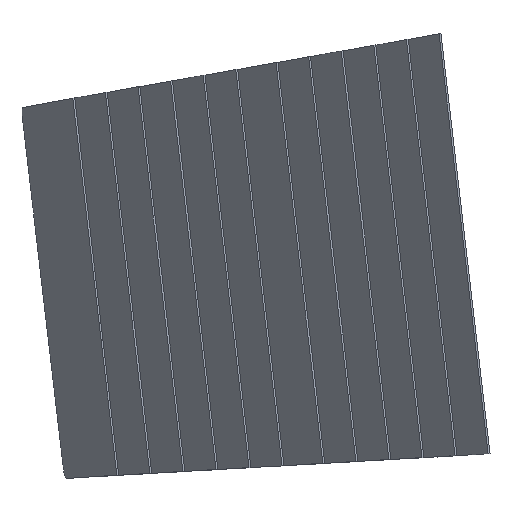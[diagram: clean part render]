
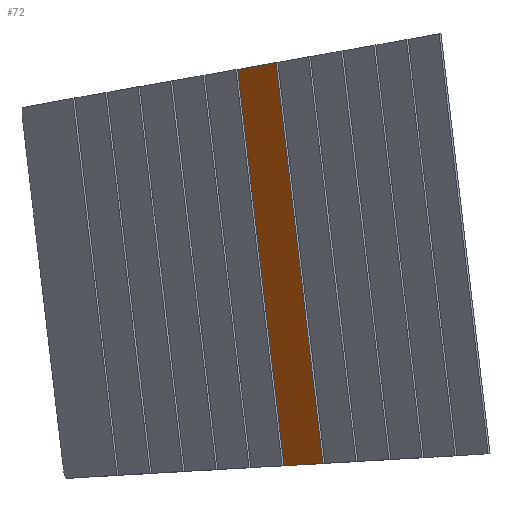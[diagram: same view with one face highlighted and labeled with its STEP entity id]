
A CAD part, top view. The second image highlights one B-rep face of the part: STEP entity #72.
In plain terms, the highlighted planar face has unit normal (-0.967, -0.113, 0.23).
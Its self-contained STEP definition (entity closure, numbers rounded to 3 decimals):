
#72 = ADVANCED_FACE('',(#73),#87,.T.);
#73 = FACE_BOUND('',#74,.T.);
#74 = EDGE_LOOP('',(#75,#108,#134,#160,#195,#221));
#75 = ORIENTED_EDGE('',*,*,#76,.T.);
#76 = EDGE_CURVE('',#77,#79,#81,.T.);
#77 = VERTEX_POINT('',#78);
#78 = CARTESIAN_POINT('',(9102.388,558.395,
    5184.817));
#79 = VERTEX_POINT('',#80);
#80 = CARTESIAN_POINT('',(9228.022,565.712,
    5715.455));
#81 = SURFACE_CURVE('',#82,(#86,#97),.PCURVE_S1.);
#82 = LINE('',#83,#84);
#83 = CARTESIAN_POINT('',(8275.509,510.234,
    1692.358));
#84 = VECTOR('',#85,1.);
#85 = DIRECTION('',(0.23,0.013,0.973));
#86 = PCURVE('',#87,#92);
#87 = PLANE('',#88);
#88 = AXIS2_PLACEMENT_3D('',#89,#90,#91);
#89 = CARTESIAN_POINT('',(9039.416,1052.115,
    5162.735));
#90 = DIRECTION('',(-0.967,-0.113,0.23));
#91 = DIRECTION('',(-0.232,0.,-0.973)
  );
#92 = DEFINITIONAL_REPRESENTATION('',(#93),#96);
#93 = B_SPLINE_CURVE_WITH_KNOTS('',1,(#94,#95),.UNSPECIFIED.,.F.,.F.,(2,
    2),(3398.38,4379.892),.PIECEWISE_BEZIER_KNOTS.);
#94 = CARTESIAN_POINT('',(154.855,499.48));
#95 = CARTESIAN_POINT('',(-826.568,486.226));
#96 = ( GEOMETRIC_REPRESENTATION_CONTEXT(2) 
PARAMETRIC_REPRESENTATION_CONTEXT() REPRESENTATION_CONTEXT('2D SPACE',''
  ) );
#97 = PCURVE('',#98,#103);
#98 = PLANE('',#99);
#99 = AXIS2_PLACEMENT_3D('',#100,#101,#102);
#100 = CARTESIAN_POINT('',(-1.639,28.146,0.));
#101 = DIRECTION('',(0.058,-0.998,0.));
#102 = DIRECTION('',(0.,0.,-1.));
#103 = DEFINITIONAL_REPRESENTATION('',(#104),#107);
#104 = B_SPLINE_CURVE_WITH_KNOTS('',1,(#105,#106),.UNSPECIFIED.,.F.,.F.,
  (2,2),(3398.38,4379.892),
  .PIECEWISE_BEZIER_KNOTS.);
#105 = CARTESIAN_POINT('',(-4999.017,9075.391));
#106 = CARTESIAN_POINT('',(-5954.039,9301.886));
#107 = ( GEOMETRIC_REPRESENTATION_CONTEXT(2) 
PARAMETRIC_REPRESENTATION_CONTEXT() REPRESENTATION_CONTEXT('2D SPACE',''
  ) );
#108 = ORIENTED_EDGE('',*,*,#109,.T.);
#109 = EDGE_CURVE('',#79,#110,#112,.T.);
#110 = VERTEX_POINT('',#111);
#111 = CARTESIAN_POINT('',(9110.766,1568.903,
    5715.455));
#112 = SURFACE_CURVE('',#113,(#117,#123),.PCURVE_S1.);
#113 = LINE('',#114,#115);
#114 = CARTESIAN_POINT('',(9168.882,1071.688,
    5715.455));
#115 = VECTOR('',#116,1.);
#116 = DIRECTION('',(-0.116,0.993,0.));
#117 = PCURVE('',#87,#118);
#118 = DEFINITIONAL_REPRESENTATION('',(#119),#122);
#119 = B_SPLINE_CURVE_WITH_KNOTS('',1,(#120,#121),.UNSPECIFIED.,.F.,.F.,
  (2,2),(-663.797,716.163),.PIECEWISE_BEZIER_KNOTS.);
#120 = CARTESIAN_POINT('',(-585.544,643.858));
#121 = CARTESIAN_POINT('',(-548.397,-735.602));
#122 = ( GEOMETRIC_REPRESENTATION_CONTEXT(2) 
PARAMETRIC_REPRESENTATION_CONTEXT() REPRESENTATION_CONTEXT('2D SPACE',''
  ) );
#123 = PCURVE('',#124,#129);
#124 = PLANE('',#125);
#125 = AXIS2_PLACEMENT_3D('',#126,#127,#128);
#126 = CARTESIAN_POINT('',(-5618.76,-652.299,
    9240.305));
#127 = DIRECTION('',(0.229,0.027,0.973));
#128 = DIRECTION('',(0.973,0.,-0.229)
  );
#129 = DEFINITIONAL_REPRESENTATION('',(#130),#133);
#130 = B_SPLINE_CURVE_WITH_KNOTS('',1,(#131,#132),.UNSPECIFIED.,.F.,.F.,
  (2,2),(-663.797,716.163),.PIECEWISE_BEZIER_KNOTS.);
#131 = CARTESIAN_POINT('',(15276.884,1065.059));
#132 = CARTESIAN_POINT('',(15120.934,2436.179));
#133 = ( GEOMETRIC_REPRESENTATION_CONTEXT(2) 
PARAMETRIC_REPRESENTATION_CONTEXT() REPRESENTATION_CONTEXT('2D SPACE',''
  ) );
#134 = ORIENTED_EDGE('',*,*,#135,.F.);
#135 = EDGE_CURVE('',#136,#110,#138,.T.);
#136 = VERTEX_POINT('',#137);
#137 = CARTESIAN_POINT('',(8986.83,1547.05,
    5184.817));
#138 = SURFACE_CURVE('',#139,(#143,#149),.PCURVE_S1.);
#139 = LINE('',#140,#141);
#140 = CARTESIAN_POINT('',(8171.148,1403.223,
    1692.416));
#141 = VECTOR('',#142,1.);
#142 = DIRECTION('',(0.227,0.04,0.973));
#143 = PCURVE('',#87,#144);
#144 = DEFINITIONAL_REPRESENTATION('',(#145),#148);
#145 = B_SPLINE_CURVE_WITH_KNOTS('',1,(#146,#147),.UNSPECIFIED.,.F.,.F.,
  (2,2),(3398.321,4379.833),
  .PIECEWISE_BEZIER_KNOTS.);
#146 = CARTESIAN_POINT('',(181.511,-490.422));
#147 = CARTESIAN_POINT('',(-799.202,-530.006));
#148 = ( GEOMETRIC_REPRESENTATION_CONTEXT(2) 
PARAMETRIC_REPRESENTATION_CONTEXT() REPRESENTATION_CONTEXT('2D SPACE',''
  ) );
#149 = PCURVE('',#150,#155);
#150 = PLANE('',#151);
#151 = AXIS2_PLACEMENT_3D('',#152,#153,#154);
#152 = CARTESIAN_POINT('',(6.425,-36.438,0.));
#153 = DIRECTION('',(0.174,-0.985,0.));
#154 = DIRECTION('',(0.,0.,-1.));
#155 = DEFINITIONAL_REPRESENTATION('',(#156),#159);
#156 = B_SPLINE_CURVE_WITH_KNOTS('',1,(#157,#158),.UNSPECIFIED.,.F.,.F.,
  (2,2),(3398.321,4379.833),
  .PIECEWISE_BEZIER_KNOTS.);
#157 = CARTESIAN_POINT('',(-4999.017,9074.878));
#158 = CARTESIAN_POINT('',(-5954.039,9301.373));
#159 = ( GEOMETRIC_REPRESENTATION_CONTEXT(2) 
PARAMETRIC_REPRESENTATION_CONTEXT() REPRESENTATION_CONTEXT('2D SPACE',''
  ) );
#160 = ORIENTED_EDGE('',*,*,#161,.T.);
#161 = EDGE_CURVE('',#136,#162,#164,.T.);
#162 = VERTEX_POINT('',#163);
#163 = CARTESIAN_POINT('',(8984.312,1523.564,
    5162.735));
#164 = SURFACE_CURVE('',#165,(#170,#177),.PCURVE_S1.);
#165 = ELLIPSE('',#166,23.037,23.);
#166 = AXIS2_PLACEMENT_3D('',#167,#168,#169);
#167 = CARTESIAN_POINT('',(8989.575,1524.179,
    5185.117));
#168 = DIRECTION('',(-0.967,-0.113,0.23));
#169 = DIRECTION('',(-0.116,0.993,0.));
#170 = PCURVE('',#87,#171);
#171 = DEFINITIONAL_REPRESENTATION('',(#172),#176);
#172 = ELLIPSE('',#173,23.037,23.);
#173 = AXIS2_PLACEMENT_2D('',#174,#175);
#174 = CARTESIAN_POINT('',(-10.214,-475.105));
#175 = DIRECTION('',(0.027,-1.));
#176 = ( GEOMETRIC_REPRESENTATION_CONTEXT(2) 
PARAMETRIC_REPRESENTATION_CONTEXT() REPRESENTATION_CONTEXT('2D SPACE',''
  ) );
#177 = PCURVE('',#178,#183);
#178 = CYLINDRICAL_SURFACE('',#179,23.);
#179 = AXIS2_PLACEMENT_3D('',#180,#181,#182);
#180 = CARTESIAN_POINT('',(8440.346,1427.335,
    5316.935));
#181 = DIRECTION('',(0.958,0.169,-0.23));
#182 = DIRECTION('',(-0.229,-0.027,-0.973
    ));
#183 = DEFINITIONAL_REPRESENTATION('',(#184),#194);
#184 = B_SPLINE_CURVE_WITH_KNOTS('',8,(#185,#186,#187,#188,#189,#190,
    #191,#192,#193),.UNSPECIFIED.,.F.,.F.,(9,9),(0.013,
    1.571),.PIECEWISE_BEZIER_KNOTS.);
#185 = CARTESIAN_POINT('',(1.557,574.372));
#186 = CARTESIAN_POINT('',(1.363,574.368));
#187 = CARTESIAN_POINT('',(1.168,574.308));
#188 = CARTESIAN_POINT('',(0.973,574.192));
#189 = CARTESIAN_POINT('',(0.779,574.025));
#190 = CARTESIAN_POINT('',(0.584,573.815));
#191 = CARTESIAN_POINT('',(0.389,573.576));
#192 = CARTESIAN_POINT('',(0.195,573.322));
#193 = CARTESIAN_POINT('',(0.,573.068));
#194 = ( GEOMETRIC_REPRESENTATION_CONTEXT(2) 
PARAMETRIC_REPRESENTATION_CONTEXT() REPRESENTATION_CONTEXT('2D SPACE',''
  ) );
#195 = ORIENTED_EDGE('',*,*,#196,.F.);
#196 = EDGE_CURVE('',#197,#162,#199,.T.);
#197 = VERTEX_POINT('',#198);
#198 = CARTESIAN_POINT('',(9094.521,580.667,
    5162.735));
#199 = SURFACE_CURVE('',#200,(#204,#210),.PCURVE_S1.);
#200 = LINE('',#201,#202);
#201 = CARTESIAN_POINT('',(9039.16,1054.306,
    5162.735));
#202 = VECTOR('',#203,1.);
#203 = DIRECTION('',(-0.116,0.993,0.));
#204 = PCURVE('',#87,#205);
#205 = DEFINITIONAL_REPRESENTATION('',(#206),#209);
#206 = B_SPLINE_CURVE_WITH_KNOTS('',1,(#207,#208),.UNSPECIFIED.,.F.,.F.,
  (2,2),(-614.437,655.969),.PIECEWISE_BEZIER_KNOTS.);
#207 = CARTESIAN_POINT('',(-16.481,612.01));
#208 = CARTESIAN_POINT('',(17.717,-657.935));
#209 = ( GEOMETRIC_REPRESENTATION_CONTEXT(2) 
PARAMETRIC_REPRESENTATION_CONTEXT() REPRESENTATION_CONTEXT('2D SPACE',''
  ) );
#210 = PCURVE('',#211,#216);
#211 = PLANE('',#212);
#212 = AXIS2_PLACEMENT_3D('',#213,#214,#215);
#213 = CARTESIAN_POINT('',(1629.415,190.451,
    6928.956));
#214 = DIRECTION('',(0.229,0.027,0.973));
#215 = DIRECTION('',(0.973,0.,-0.229)
  );
#216 = DEFINITIONAL_REPRESENTATION('',(#217),#220);
#217 = B_SPLINE_CURVE_WITH_KNOTS('',1,(#218,#219),.UNSPECIFIED.,.F.,.F.,
  (2,2),(-614.437,655.969),.PIECEWISE_BEZIER_KNOTS.);
#218 = CARTESIAN_POINT('',(7686.742,253.663));
#219 = CARTESIAN_POINT('',(7543.174,1515.93));
#220 = ( GEOMETRIC_REPRESENTATION_CONTEXT(2) 
PARAMETRIC_REPRESENTATION_CONTEXT() REPRESENTATION_CONTEXT('2D SPACE',''
  ) );
#221 = ORIENTED_EDGE('',*,*,#222,.T.);
#222 = EDGE_CURVE('',#197,#77,#223,.T.);
#223 = SURFACE_CURVE('',#224,(#229,#236),.PCURVE_S1.);
#224 = ELLIPSE('',#225,23.037,23.);
#225 = AXIS2_PLACEMENT_3D('',#226,#227,#228);
#226 = CARTESIAN_POINT('',(9099.784,581.282,
    5185.117));
#227 = DIRECTION('',(-0.967,-0.113,0.23));
#228 = DIRECTION('',(-0.116,0.993,0.));
#229 = PCURVE('',#87,#230);
#230 = DEFINITIONAL_REPRESENTATION('',(#231),#235);
#231 = ELLIPSE('',#232,23.037,23.);
#232 = AXIS2_PLACEMENT_2D('',#233,#234);
#233 = CARTESIAN_POINT('',(-35.769,473.867));
#234 = DIRECTION('',(0.027,-1.));
#235 = ( GEOMETRIC_REPRESENTATION_CONTEXT(2) 
PARAMETRIC_REPRESENTATION_CONTEXT() REPRESENTATION_CONTEXT('2D SPACE',''
  ) );
#236 = PCURVE('',#237,#242);
#237 = CYLINDRICAL_SURFACE('',#238,23.);
#238 = AXIS2_PLACEMENT_3D('',#239,#240,#241);
#239 = CARTESIAN_POINT('',(9564.665,608.358,
    5075.051));
#240 = DIRECTION('',(-0.972,-0.057,0.23)
  );
#241 = DIRECTION('',(-0.229,-0.027,-0.973
    ));
#242 = DEFINITIONAL_REPRESENTATION('',(#243),#253);
#243 = B_SPLINE_CURVE_WITH_KNOTS('',8,(#244,#245,#246,#247,#248,#249,
    #250,#251,#252),.UNSPECIFIED.,.F.,.F.,(9,9),(1.571,
    3.128),.PIECEWISE_BEZIER_KNOTS.);
#244 = CARTESIAN_POINT('',(0.,478.5));
#245 = CARTESIAN_POINT('',(0.195,478.246));
#246 = CARTESIAN_POINT('',(0.389,477.992));
#247 = CARTESIAN_POINT('',(0.584,477.753));
#248 = CARTESIAN_POINT('',(0.779,477.544));
#249 = CARTESIAN_POINT('',(0.973,477.376));
#250 = CARTESIAN_POINT('',(1.168,477.26));
#251 = CARTESIAN_POINT('',(1.363,477.2));
#252 = CARTESIAN_POINT('',(1.557,477.197));
#253 = ( GEOMETRIC_REPRESENTATION_CONTEXT(2) 
PARAMETRIC_REPRESENTATION_CONTEXT() REPRESENTATION_CONTEXT('2D SPACE',''
  ) );
